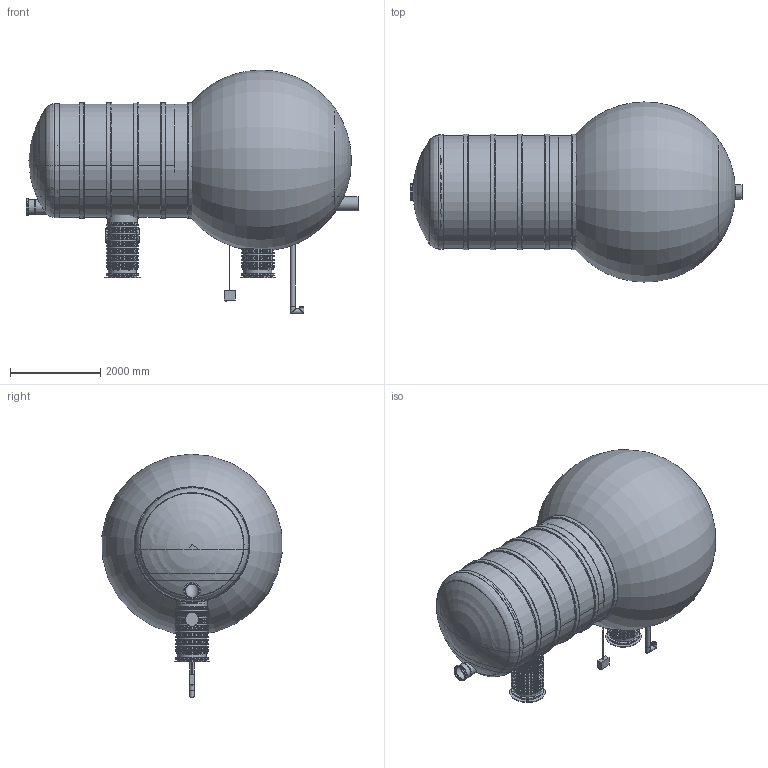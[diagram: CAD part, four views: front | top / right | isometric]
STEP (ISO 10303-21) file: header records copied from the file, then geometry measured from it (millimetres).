
FILE_DESCRIPTION(/* description */ ('Unknown'),/* implementation_level */ '2;1');
FILE_NAME(/* name */ 'II klassi õlieraldaja NS80',/* time_stamp */ '2023-04-11T13:43:58+03:00',/* author */ ('Unknown'),/* organization */ ('Unknown'),/* preprocessor_version */ 'ST-DEVELOPER v18.1',/* originating_system */ 'Solid Edge',/* authorisation */ 'Unknown');
FILE_SCHEMA (('AUTOMOTIVE_DESIGN {1 0 10303 214 3 1 1}'));
Length unit declared in the file: millimetre
Products named in the file (37): II klassi eraldaja NS80; 2274.001_ots_1; 2274.002; 2274.003_ots_2; Ribi loikega; Muhvtoru D315_2274; Polv D315; 2274.004; Ribi D2500_oa_0; 2274.005; 2274.006; Olikihi maht; 2274.008; Sette maht; Ribi D2500_oa_1; Ribi D2500; Ribi D2500_oa_2; Ribi D2500_oa_3; RoundTubing 63x4.7_oa_4; D665 KP silinder 26.04.19; 2697.001 tihend teeninduskaevule 670_var2; 2693.001_var3; 2703.001; Malmluuk_D600_(Ginmika); Malmluugi_korpus_D600_(Ginmika); Malmluugi_kaan_D600_(Ginmika); Kasulik_maht_2274; RoundTubing 110x6.6_oa_5; Ujuk_oa_6; Ujuk_oa_7; Ujuk_oa_8; RoundTubing 25x2.3_oa_9; PE_vent_malm_L=1500; PVC_polv_110; PE venttoru DN100 L=1500; Rotoventiots; elektrikarp loikefotole
Assembly tree (47 placements, depth 3):
  II klassi eraldaja NS80
    2274.001_ots_1
    2274.002
    2274.003_ots_2
    Ribi loikega
    Muhvtoru D315_2274
    Polv D315  x2
    2274.004
    Ribi D2500_oa_0
    2274.005
    2274.006
    Olikihi maht
    2274.008
    Sette maht
    Ribi D2500_oa_1
    Ribi D2500  x4
    Ribi D2500_oa_2
    Ribi D2500_oa_3
    RoundTubing 63x4.7_oa_4
    D665 KP silinder 26.04.19  x2
    2697.001 tihend teeninduskaevule 670_var2  x4
    2693.001_var3  x2
    2703.001  x2
    Malmluuk_D600_(Ginmika)  x2
      Malmluugi_korpus_D600_(Ginmika)
      Malmluugi_kaan_D600_(Ginmika)
    Kasulik_maht_2274
    RoundTubing 110x6.6_oa_5
    Ujuk_oa_6
    Ujuk_oa_7
    Ujuk_oa_8
    RoundTubing 25x2.3_oa_9
    PE_vent_malm_L=1500
      PVC_polv_110
      PE venttoru DN100 L=1500
      Rotoventiots
    elektrikarp loikefotole
Bounding box: 7352 x 3988.07 x 5397.71 mm (x, y, z)
Volume: 39621803898.1 mm3; surface area: 404690037.4 mm2
Topology: 49 solids, 52 shells, 1256 faces, 2921 edges, 1908 vertices
Faces by surface type: plane 483, cylinder 389, torus 298, bspline 42, cone 36, sphere 8
Full cylindrical faces by diameter (mm): 6 x2, 8.5 x3, 10 x31, 20 x1, 20.4 x1, 25 x1, 53.6 x1, 63 x1, 96.8 x1, 100 x2, 103.2 x3, 105 x1, 110 x9, 120 x2, 130 x2, 294 x1, 314 x1, 315 x15, 333 x8, 334 x2, 346 x1, 347 x4, 366 x1, 367 x4, 595 x2, 600 x4, 609 x2, 610 x2, 615 x4, 625 x6
Entity records: 26473 total; most frequent: CARTESIAN_POINT 10948, DIRECTION 3056, ORIENTED_EDGE 2510, AXIS2_PLACEMENT_3D 1375, EDGE_CURVE 1255, FACE_BOUND 1171, EDGE_LOOP 1169, VERTEX_POINT 966
